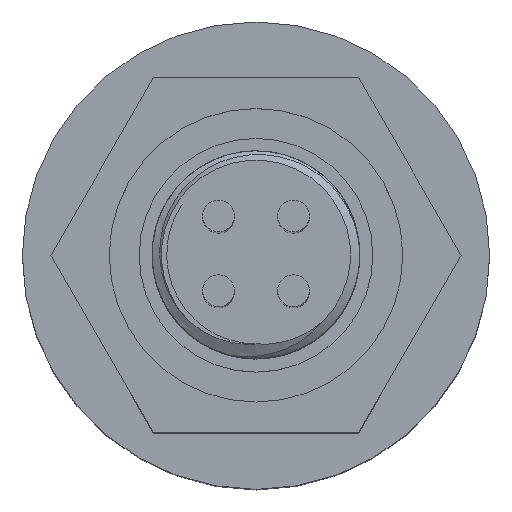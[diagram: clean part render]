
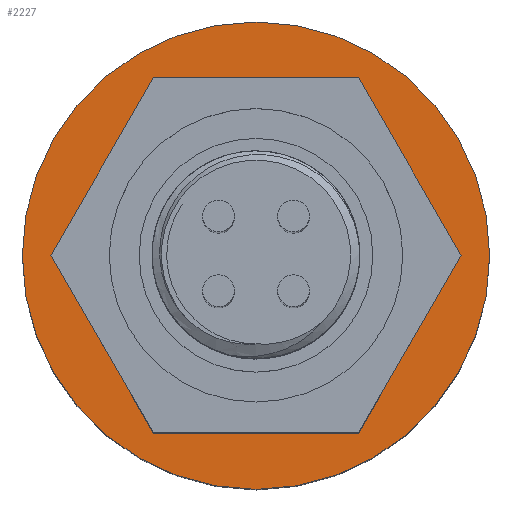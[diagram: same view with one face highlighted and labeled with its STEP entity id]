
A CAD part, top view. The second image highlights one B-rep face of the part: STEP entity #2227.
In plain terms, the highlighted planar face has unit normal (0, 0, 1).
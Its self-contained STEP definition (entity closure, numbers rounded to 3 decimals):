
#78=FACE_BOUND($,#826,.T.);
#79=FACE_BOUND($,#827,.T.);
#443=CIRCLE($,#2327,9.5);
#462=CIRCLE($,#2370,12.5);
#527=PLANE($,#2371);
#826=EDGE_LOOP($,(#1940));
#827=EDGE_LOOP($,(#1941));
#1082=VERTEX_POINT($,#6058);
#1101=VERTEX_POINT($,#6120);
#1363=EDGE_CURVE($,#1082,#1082,#443,.T.);
#1382=EDGE_CURVE($,#1101,#1101,#462,.T.);
#1940=ORIENTED_EDGE($,*,*,#1363,.T.);
#1941=ORIENTED_EDGE($,*,*,#1382,.F.);
#2227=ADVANCED_FACE($,(#78,#79),#527,.F.);
#2327=AXIS2_PLACEMENT_3D($,#6059,#2728,#2729);
#2370=AXIS2_PLACEMENT_3D($,#6121,#2814,#2815);
#2371=AXIS2_PLACEMENT_3D($,#6122,#2816,#2817);
#2728=DIRECTION('center_axis',(0.,0.,-1.));
#2729=DIRECTION('ref_axis',(1.,0.,0.));
#2814=DIRECTION('center_axis',(0.,0.,-1.));
#2815=DIRECTION('ref_axis',(-1.,0.,0.));
#2816=DIRECTION('center_axis',(0.,0.,-1.));
#2817=DIRECTION('ref_axis',(-1.,0.,0.));
#6058=CARTESIAN_POINT('',(-9.5,0.,19.));
#6059=CARTESIAN_POINT('Origin',(0.,0.,19.));
#6120=CARTESIAN_POINT('',(12.5,0.,19.));
#6121=CARTESIAN_POINT('Origin',(0.,0.,19.));
#6122=CARTESIAN_POINT('Origin',(0.,0.,19.));
